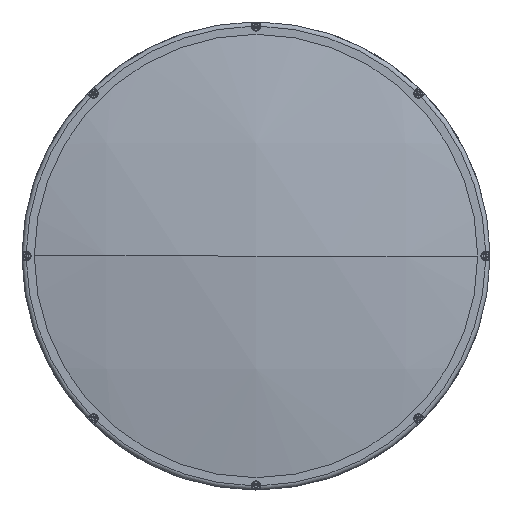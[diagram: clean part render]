
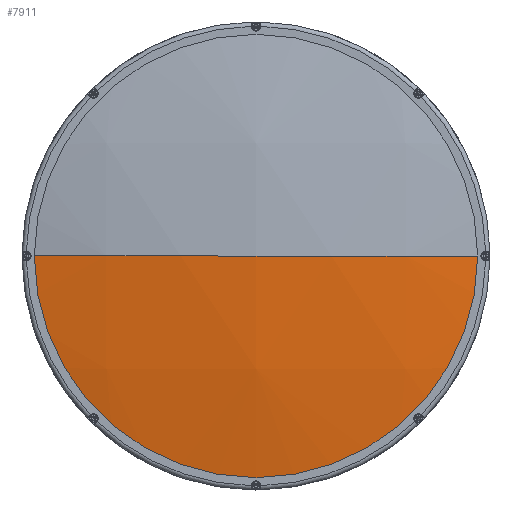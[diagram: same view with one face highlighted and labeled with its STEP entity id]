
A CAD part, left-side view. The second image highlights one B-rep face of the part: STEP entity #7911.
In plain terms, the highlighted spherical face has radius 786 mm.
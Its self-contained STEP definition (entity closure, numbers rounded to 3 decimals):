
#753 = DIRECTION ( 'NONE',  ( 0., 0., 1. ) ) ;
#1083 = EDGE_CURVE ( 'NONE', #2117, #3225, #3976, .T. ) ;
#1360 = DIRECTION ( 'NONE',  ( 0., 1., 0. ) ) ;
#1583 = ORIENTED_EDGE ( 'NONE', *, *, #10076, .F. ) ;
#1625 = CIRCLE ( 'NONE', #11047, 154.5 ) ;
#1818 = DIRECTION ( 'NONE',  ( 0., 0., 1. ) ) ;
#2117 = VERTEX_POINT ( 'NONE', #11303 ) ;
#2467 = FACE_OUTER_BOUND ( 'NONE', #6583, .T. ) ;
#2595 = CIRCLE ( 'NONE', #8914, 786. ) ;
#2719 = DIRECTION ( 'NONE',  ( 0., 1., 0. ) ) ;
#3225 = VERTEX_POINT ( 'NONE', #7694 ) ;
#3976 = CIRCLE ( 'NONE', #6288, 786. ) ;
#4059 = ORIENTED_EDGE ( 'NONE', *, *, #1083, .T. ) ;
#5516 = DIRECTION ( 'NONE',  ( -1., 0., 0. ) ) ;
#5951 = ORIENTED_EDGE ( 'NONE', *, *, #10435, .T. ) ;
#5988 = SPHERICAL_SURFACE ( 'NONE', #6910, 786. ) ;
#6288 = AXIS2_PLACEMENT_3D ( 'NONE', #10156, #10947, #2719 ) ;
#6369 = CARTESIAN_POINT ( 'NONE',  ( 66.968, 0., 0. ) ) ;
#6583 = EDGE_LOOP ( 'NONE', ( #5951, #4059, #1583 ) ) ;
#6910 = AXIS2_PLACEMENT_3D ( 'NONE', #9782, #9603, #1360 ) ;
#7694 = CARTESIAN_POINT ( 'NONE',  ( -719.032, 0., 0. ) ) ;
#7911 = ADVANCED_FACE ( 'NONE', ( #2467 ), #5988, .T. ) ;
#8914 = AXIS2_PLACEMENT_3D ( 'NONE', #6369, #1818, #9146 ) ;
#9146 = DIRECTION ( 'NONE',  ( 0., -1., 0. ) ) ;
#9603 = DIRECTION ( 'NONE',  ( 0., 0., -1. ) ) ;
#9782 = CARTESIAN_POINT ( 'NONE',  ( 66.968, 0., 0. ) ) ;
#10076 = EDGE_CURVE ( 'NONE', #10382, #3225, #2595, .T. ) ;
#10156 = CARTESIAN_POINT ( 'NONE',  ( 66.968, 0., 0. ) ) ;
#10382 = VERTEX_POINT ( 'NONE', #11052 ) ;
#10435 = EDGE_CURVE ( 'NONE', #10382, #2117, #1625, .T. ) ;
#10947 = DIRECTION ( 'NONE',  ( 0., 0., -1. ) ) ;
#10989 = CARTESIAN_POINT ( 'NONE',  ( -703.698, 0., 0. ) ) ;
#11047 = AXIS2_PLACEMENT_3D ( 'NONE', #10989, #5516, #753 ) ;
#11052 = CARTESIAN_POINT ( 'NONE',  ( -703.698, 154.5, 0. ) ) ;
#11303 = CARTESIAN_POINT ( 'NONE',  ( -703.698, -154.5, 0. ) ) ;
